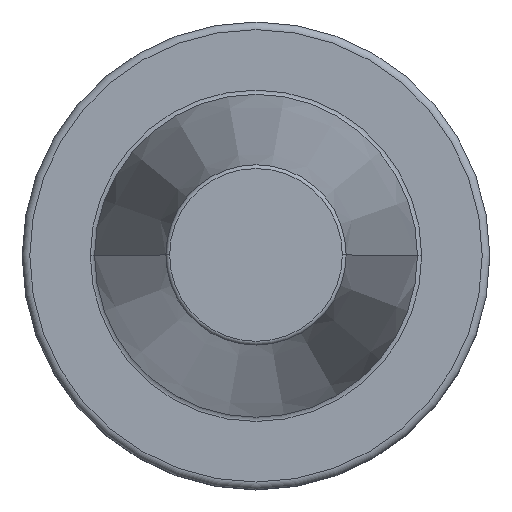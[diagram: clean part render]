
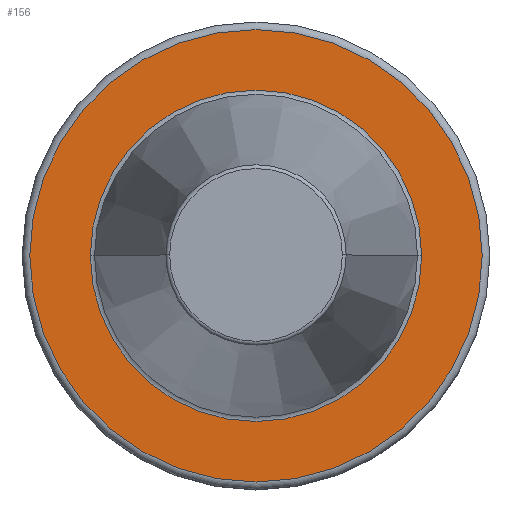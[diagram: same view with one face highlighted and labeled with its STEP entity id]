
A CAD part, top view. The second image highlights one B-rep face of the part: STEP entity #156.
In plain terms, the highlighted planar face has unit normal (0, 0, 1).
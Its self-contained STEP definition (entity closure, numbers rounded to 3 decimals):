
#156=ADVANCED_FACE('',(#186,#187),#176,.F.);
#176=PLANE('',#647);
#186=FACE_BOUND('',#214,.T.);
#187=FACE_BOUND('',#215,.T.);
#214=EDGE_LOOP('',(#315));
#215=EDGE_LOOP('',(#316,#317));
#315=ORIENTED_EDGE('',*,*,#477,.T.);
#316=ORIENTED_EDGE('',*,*,#478,.F.);
#317=ORIENTED_EDGE('',*,*,#452,.F.);
#403=VERTEX_POINT('',#958);
#404=VERTEX_POINT('',#960);
#416=VERTEX_POINT('',#1009);
#452=EDGE_CURVE('',#403,#404,#519,.T.);
#477=EDGE_CURVE('',#416,#416,#536,.T.);
#478=EDGE_CURVE('',#404,#403,#537,.T.);
#519=CIRCLE('',#616,16.291);
#536=CIRCLE('',#645,22.24);
#537=CIRCLE('',#646,16.291);
#616=AXIS2_PLACEMENT_3D('',#959,#757,#758);
#645=AXIS2_PLACEMENT_3D('',#1008,#823,#824);
#646=AXIS2_PLACEMENT_3D('',#1010,#825,#826);
#647=AXIS2_PLACEMENT_3D('',#1011,#827,#828);
#757=DIRECTION('',(0.,0.,1.));
#758=DIRECTION('',(1.,0.,0.));
#823=DIRECTION('',(0.,0.,1.));
#824=DIRECTION('',(-1.,0.,0.));
#825=DIRECTION('',(0.,0.,1.));
#826=DIRECTION('',(1.,0.,0.));
#827=DIRECTION('',(0.,0.,-1.));
#828=DIRECTION('',(1.,0.,0.));
#958=CARTESIAN_POINT('',(-16.291,0.,-2.));
#959=CARTESIAN_POINT('',(0.,0.,-2.));
#960=CARTESIAN_POINT('',(16.291,0.,-2.));
#1008=CARTESIAN_POINT('',(0.,0.,-2.));
#1009=CARTESIAN_POINT('',(-22.24,0.,-2.));
#1010=CARTESIAN_POINT('',(0.,0.,-2.));
#1011=CARTESIAN_POINT('',(0.,16.291,-2.));
